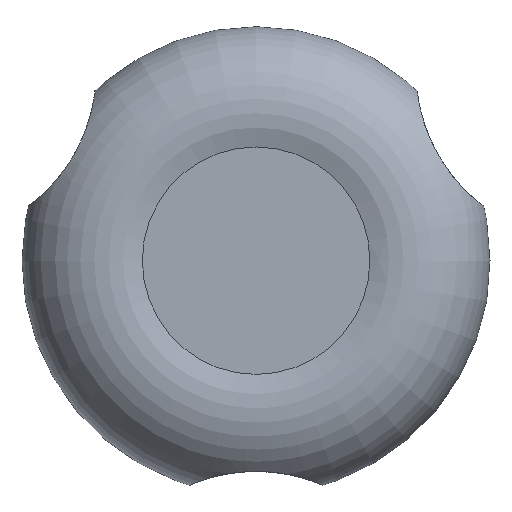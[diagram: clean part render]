
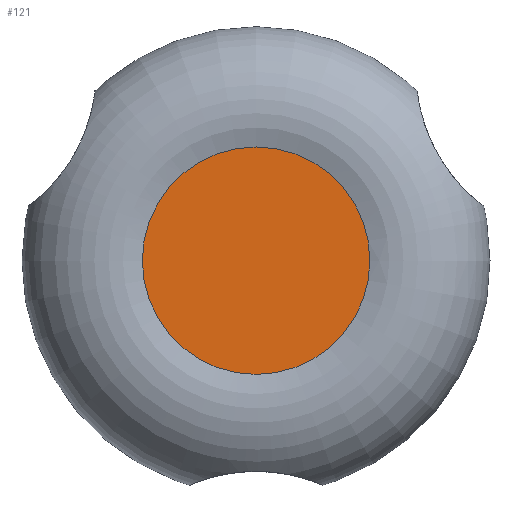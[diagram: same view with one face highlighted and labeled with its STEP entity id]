
A CAD part, top view. The second image highlights one B-rep face of the part: STEP entity #121.
In plain terms, the highlighted planar face has unit normal (0, 0, 1).
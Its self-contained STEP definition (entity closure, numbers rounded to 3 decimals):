
#121 = ADVANCED_FACE( '', ( #262 ), #263, .F. );
#262 = FACE_OUTER_BOUND( '', #428, .T. );
#263 = PLANE( '', #429 );
#428 = EDGE_LOOP( '', ( #721 ) );
#429 = AXIS2_PLACEMENT_3D( '', #722, #723, #724 );
#721 = ORIENTED_EDGE( '', *, *, #1025, .T. );
#722 = CARTESIAN_POINT( '', ( 0., 0., 43. ) );
#723 = DIRECTION( '', ( 0., 0., -1. ) );
#724 = DIRECTION( '', ( -1., 0., 0. ) );
#1025 = EDGE_CURVE( '', #1244, #1244, #1245, .T. );
#1244 = VERTEX_POINT( '', #2006 );
#1245 = CIRCLE( '', #2007, 17. );
#2006 = CARTESIAN_POINT( '', ( 17., 0., 43. ) );
#2007 = AXIS2_PLACEMENT_3D( '', #2299, #2300, #2301 );
#2299 = CARTESIAN_POINT( '', ( 0., 0., 43. ) );
#2300 = DIRECTION( '', ( 0., 0., 1. ) );
#2301 = DIRECTION( '', ( 1., 0., 0. ) );
